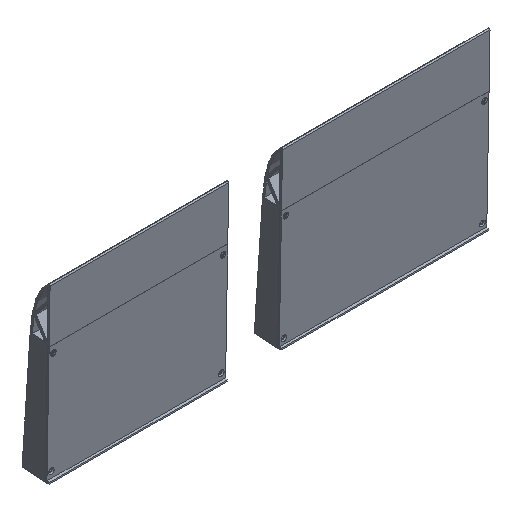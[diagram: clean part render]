
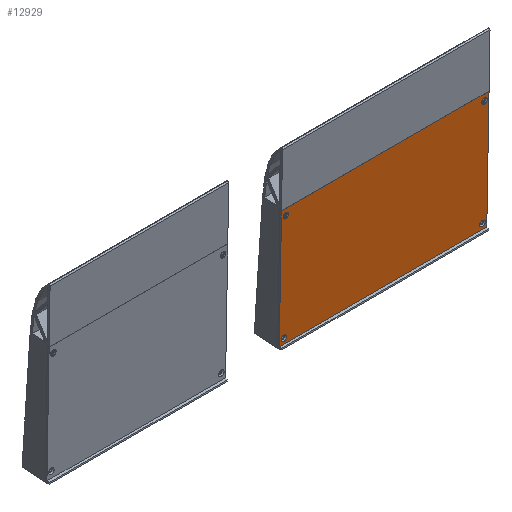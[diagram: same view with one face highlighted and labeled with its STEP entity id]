
A CAD part, isometric view. The second image highlights one B-rep face of the part: STEP entity #12929.
In plain terms, the highlighted face is planar.
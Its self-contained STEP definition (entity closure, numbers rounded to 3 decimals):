
#171=FACE_BOUND('',#2148,.T.);
#172=FACE_BOUND('',#2149,.T.);
#173=FACE_BOUND('',#2150,.T.);
#174=FACE_BOUND('',#2151,.T.);
#523=CIRCLE('',#13870,2.5);
#525=CIRCLE('',#13873,2.5);
#526=CIRCLE('',#13874,2.5);
#527=CIRCLE('',#13875,2.5);
#1376=FACE_OUTER_BOUND('',#2147,.T.);
#2147=EDGE_LOOP('',(#10036,#10037,#10038,#10039));
#2148=EDGE_LOOP('',(#10040));
#2149=EDGE_LOOP('',(#10041));
#2150=EDGE_LOOP('',(#10042));
#2151=EDGE_LOOP('',(#10043));
#3226=LINE('',#20205,#4547);
#3227=LINE('',#20207,#4548);
#3228=LINE('',#20209,#4549);
#3229=LINE('',#20210,#4550);
#4547=VECTOR('',#16197,10.);
#4548=VECTOR('',#16198,10.);
#4549=VECTOR('',#16199,10.);
#4550=VECTOR('',#16200,10.);
#5844=VERTEX_POINT('',#20197);
#5846=VERTEX_POINT('',#20203);
#5847=VERTEX_POINT('',#20204);
#5848=VERTEX_POINT('',#20206);
#5849=VERTEX_POINT('',#20208);
#5850=VERTEX_POINT('',#20211);
#5851=VERTEX_POINT('',#20213);
#5852=VERTEX_POINT('',#20215);
#7355=EDGE_CURVE('',#5844,#5844,#523,.T.);
#7358=EDGE_CURVE('',#5846,#5847,#3226,.T.);
#7359=EDGE_CURVE('',#5847,#5848,#3227,.T.);
#7360=EDGE_CURVE('',#5848,#5849,#3228,.T.);
#7361=EDGE_CURVE('',#5849,#5846,#3229,.T.);
#7362=EDGE_CURVE('',#5850,#5850,#525,.T.);
#7363=EDGE_CURVE('',#5851,#5851,#526,.T.);
#7364=EDGE_CURVE('',#5852,#5852,#527,.T.);
#10036=ORIENTED_EDGE('',*,*,#7358,.T.);
#10037=ORIENTED_EDGE('',*,*,#7359,.T.);
#10038=ORIENTED_EDGE('',*,*,#7360,.T.);
#10039=ORIENTED_EDGE('',*,*,#7361,.T.);
#10040=ORIENTED_EDGE('',*,*,#7362,.F.);
#10041=ORIENTED_EDGE('',*,*,#7363,.F.);
#10042=ORIENTED_EDGE('',*,*,#7364,.F.);
#10043=ORIENTED_EDGE('',*,*,#7355,.F.);
#12394=PLANE('',#13872);
#12929=ADVANCED_FACE('',(#1376,#171,#172,#173,#174),#12394,.T.);
#13870=AXIS2_PLACEMENT_3D('',#20198,#16190,#16191);
#13872=AXIS2_PLACEMENT_3D('',#20202,#16195,#16196);
#13873=AXIS2_PLACEMENT_3D('',#20212,#16201,#16202);
#13874=AXIS2_PLACEMENT_3D('',#20214,#16203,#16204);
#13875=AXIS2_PLACEMENT_3D('',#20216,#16205,#16206);
#16190=DIRECTION('center_axis',(0.,-0.999,0.048));
#16191=DIRECTION('ref_axis',(1.,0.,0.));
#16195=DIRECTION('center_axis',(0.,-0.999,0.048));
#16196=DIRECTION('ref_axis',(0.,0.048,0.999));
#16197=DIRECTION('',(1.,0.,0.));
#16198=DIRECTION('',(0.,0.048,0.999));
#16199=DIRECTION('',(-1.,0.,0.));
#16200=DIRECTION('',(0.,-0.048,-0.999));
#16201=DIRECTION('center_axis',(0.,-0.999,0.048));
#16202=DIRECTION('ref_axis',(1.,0.,0.));
#16203=DIRECTION('center_axis',(0.,-0.999,0.048));
#16204=DIRECTION('ref_axis',(1.,0.,0.));
#16205=DIRECTION('center_axis',(0.,-0.999,0.048));
#16206=DIRECTION('ref_axis',(1.,0.,0.));
#20197=CARTESIAN_POINT('',(174.5,-8.216,2.4));
#20198=CARTESIAN_POINT('Origin',(177.,-8.216,2.4));
#20202=CARTESIAN_POINT('Origin',(181.,-8.498,-3.427));
#20203=CARTESIAN_POINT('',(-9.5,-8.45,-2.429));
#20204=CARTESIAN_POINT('',(181.,-8.45,-2.429));
#20205=CARTESIAN_POINT('',(85.75,-8.45,-2.429));
#20206=CARTESIAN_POINT('',(181.,-3.175,106.5));
#20207=CARTESIAN_POINT('',(181.,-8.498,-3.427));
#20208=CARTESIAN_POINT('',(-9.5,-3.175,106.5));
#20209=CARTESIAN_POINT('',(181.,-3.175,106.5));
#20210=CARTESIAN_POINT('',(-9.5,-7.167,24.054));
#20211=CARTESIAN_POINT('',(-8.,-8.216,2.4));
#20212=CARTESIAN_POINT('Origin',(-5.5,-8.216,2.4));
#20213=CARTESIAN_POINT('',(174.5,-3.452,100.785));
#20214=CARTESIAN_POINT('Origin',(177.,-3.452,100.785));
#20215=CARTESIAN_POINT('',(-8.,-3.452,100.785));
#20216=CARTESIAN_POINT('Origin',(-5.5,-3.452,100.785));
